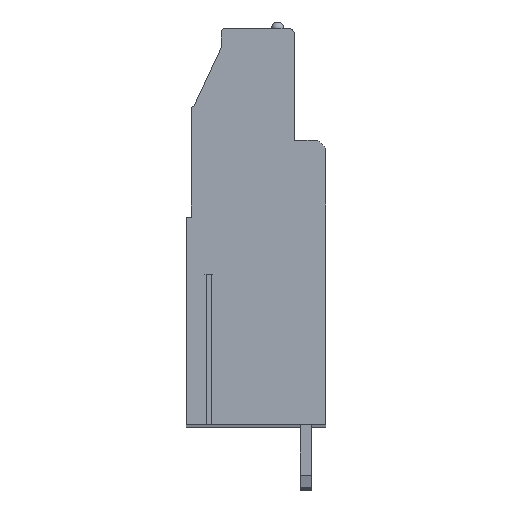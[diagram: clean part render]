
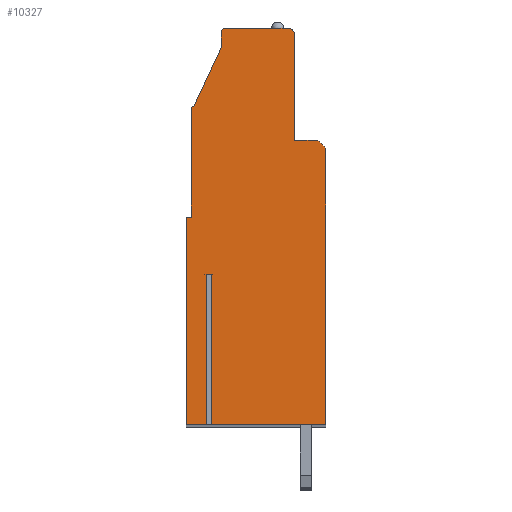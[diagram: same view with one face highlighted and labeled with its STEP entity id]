
A CAD part, top view. The second image highlights one B-rep face of the part: STEP entity #10327.
In plain terms, the highlighted planar face has unit normal (0, 0, 1).
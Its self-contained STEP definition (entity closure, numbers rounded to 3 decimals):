
#28=DIRECTION('',(-1.,0.,0.));
#29=VECTOR('',#28,0.38);
#30=CARTESIAN_POINT('',(-3.56,-3.8,104.14));
#31=LINE('',#30,#29);
#32=DIRECTION('',(0.,1.,0.));
#33=VECTOR('',#32,11.95);
#34=CARTESIAN_POINT('',(-3.94,-15.75,104.14));
#35=LINE('',#34,#33);
#36=DIRECTION('',(1.,0.,0.));
#37=VECTOR('',#36,1.61);
#38=CARTESIAN_POINT('',(-5.55,-15.75,104.14));
#39=LINE('',#38,#37);
#40=DIRECTION('',(0.,-1.,0.));
#41=VECTOR('',#40,16.5);
#42=CARTESIAN_POINT('',(-5.55,0.75,104.14));
#43=LINE('',#42,#41);
#44=DIRECTION('',(-1.,0.,0.));
#45=VECTOR('',#44,0.4);
#46=CARTESIAN_POINT('',(-5.15,0.75,104.14));
#47=LINE('',#46,#45);
#48=DIRECTION('',(0.,-1.,0.));
#49=VECTOR('',#48,8.6);
#50=CARTESIAN_POINT('',(-5.15,9.35,104.14));
#51=LINE('',#50,#49);
#52=CARTESIAN_POINT('',(-4.95,9.35,104.14));
#53=DIRECTION('',(0.,0.,1.));
#54=DIRECTION('',(0.,1.,0.));
#55=AXIS2_PLACEMENT_3D('',#52,#53,#54);
#57=DIRECTION('',(-0.424,-0.906,0.));
#58=VECTOR('',#57,5.189);
#59=CARTESIAN_POINT('',(-2.75,14.25,104.14));
#60=LINE('',#59,#58);
#61=DIRECTION('',(0.,-1.,0.));
#62=VECTOR('',#61,1.2);
#63=CARTESIAN_POINT('',(-2.75,15.45,104.14));
#64=LINE('',#63,#62);
#65=CARTESIAN_POINT('',(-2.45,15.45,104.14));
#66=DIRECTION('',(0.,0.,1.));
#67=DIRECTION('',(0.,1.,0.));
#68=AXIS2_PLACEMENT_3D('',#65,#66,#67);
#70=DIRECTION('',(-1.,0.,0.));
#71=VECTOR('',#70,5.);
#72=CARTESIAN_POINT('',(2.55,15.75,104.14));
#73=LINE('',#72,#71);
#74=CARTESIAN_POINT('',(2.55,15.25,104.14));
#75=DIRECTION('',(0.,0.,1.));
#76=DIRECTION('',(1.,0.,0.));
#77=AXIS2_PLACEMENT_3D('',#74,#75,#76);
#79=DIRECTION('',(0.,1.,0.));
#80=VECTOR('',#79,8.4);
#81=CARTESIAN_POINT('',(3.05,6.85,104.14));
#82=LINE('',#81,#80);
#83=DIRECTION('',(-1.,0.,0.));
#84=VECTOR('',#83,1.5);
#85=CARTESIAN_POINT('',(4.55,6.85,104.14));
#86=LINE('',#85,#84);
#87=CARTESIAN_POINT('',(4.55,5.85,104.14));
#88=DIRECTION('',(0.,0.,1.));
#89=DIRECTION('',(1.,0.,0.));
#90=AXIS2_PLACEMENT_3D('',#87,#88,#89);
#92=DIRECTION('',(0.,1.,0.));
#93=VECTOR('',#92,21.6);
#94=CARTESIAN_POINT('',(5.55,-15.75,104.14));
#95=LINE('',#94,#93);
#96=DIRECTION('',(1.,0.,0.));
#97=VECTOR('',#96,9.11);
#98=CARTESIAN_POINT('',(-3.56,-15.75,104.14));
#99=LINE('',#98,#97);
#100=DIRECTION('',(0.,1.,0.));
#101=VECTOR('',#100,11.95);
#102=CARTESIAN_POINT('',(-3.56,-15.75,104.14));
#103=LINE('',#102,#101);
#7942=CARTESIAN_POINT('',(5.55,-15.75,104.14));
#7943=CARTESIAN_POINT('',(5.55,5.85,104.14));
#7944=VERTEX_POINT('',#7942);
#7945=VERTEX_POINT('',#7943);
#7946=CARTESIAN_POINT('',(4.55,6.85,104.14));
#7947=VERTEX_POINT('',#7946);
#7948=CARTESIAN_POINT('',(3.05,6.85,104.14));
#7949=VERTEX_POINT('',#7948);
#7950=CARTESIAN_POINT('',(3.05,15.25,104.14));
#7951=VERTEX_POINT('',#7950);
#7952=CARTESIAN_POINT('',(2.55,15.75,104.14));
#7953=VERTEX_POINT('',#7952);
#7954=CARTESIAN_POINT('',(-2.45,15.75,104.14));
#7955=VERTEX_POINT('',#7954);
#7956=CARTESIAN_POINT('',(-2.75,15.45,104.14));
#7957=VERTEX_POINT('',#7956);
#7958=CARTESIAN_POINT('',(-2.75,14.25,104.14));
#7959=VERTEX_POINT('',#7958);
#7960=CARTESIAN_POINT('',(-4.95,9.55,104.14));
#7961=VERTEX_POINT('',#7960);
#7962=CARTESIAN_POINT('',(-5.55,0.75,104.14));
#7963=CARTESIAN_POINT('',(-5.55,-15.75,104.14));
#7964=VERTEX_POINT('',#7962);
#7965=VERTEX_POINT('',#7963);
#8010=CARTESIAN_POINT('',(-3.56,-3.8,104.14));
#8011=CARTESIAN_POINT('',(-3.94,-3.8,104.14));
#8012=VERTEX_POINT('',#8010);
#8013=VERTEX_POINT('',#8011);
#8014=CARTESIAN_POINT('',(-3.56,-15.75,104.14));
#8015=VERTEX_POINT('',#8014);
#8016=CARTESIAN_POINT('',(-3.94,-15.75,104.14));
#8017=VERTEX_POINT('',#8016);
#8026=CARTESIAN_POINT('',(-5.15,9.35,104.14));
#8027=VERTEX_POINT('',#8026);
#8028=CARTESIAN_POINT('',(-5.15,0.75,104.14));
#8029=VERTEX_POINT('',#8028);
#10284=CARTESIAN_POINT('',(0.,0.,104.14));
#10285=DIRECTION('',(0.,0.,1.));
#10286=DIRECTION('',(1.,0.,0.));
#10287=AXIS2_PLACEMENT_3D('',#10284,#10285,#10286);
#10288=PLANE('',#10287);
#10290=ORIENTED_EDGE('',*,*,#10289,.T.);
#10292=ORIENTED_EDGE('',*,*,#10291,.F.);
#10294=ORIENTED_EDGE('',*,*,#10293,.F.);
#10296=ORIENTED_EDGE('',*,*,#10295,.F.);
#10298=ORIENTED_EDGE('',*,*,#10297,.F.);
#10300=ORIENTED_EDGE('',*,*,#10299,.F.);
#10302=ORIENTED_EDGE('',*,*,#10301,.F.);
#10304=ORIENTED_EDGE('',*,*,#10303,.F.);
#10306=ORIENTED_EDGE('',*,*,#10305,.F.);
#10308=ORIENTED_EDGE('',*,*,#10307,.F.);
#10310=ORIENTED_EDGE('',*,*,#10309,.F.);
#10312=ORIENTED_EDGE('',*,*,#10311,.F.);
#10314=ORIENTED_EDGE('',*,*,#10313,.F.);
#10316=ORIENTED_EDGE('',*,*,#10315,.F.);
#10318=ORIENTED_EDGE('',*,*,#10317,.F.);
#10320=ORIENTED_EDGE('',*,*,#10319,.F.);
#10322=ORIENTED_EDGE('',*,*,#10321,.F.);
#10324=ORIENTED_EDGE('',*,*,#10323,.T.);
#10325=EDGE_LOOP('',(#10290,#10292,#10294,#10296,#10298,#10300,#10302,#10304,
#10306,#10308,#10310,#10312,#10314,#10316,#10318,#10320,#10322,#10324));
#10326=FACE_OUTER_BOUND('',#10325,.F.);
#56=CIRCLE('',#55,0.2);
#69=CIRCLE('',#68,0.3);
#78=CIRCLE('',#77,0.5);
#91=CIRCLE('',#90,1.);
#10289=EDGE_CURVE('',#8012,#8013,#31,.T.);
#10291=EDGE_CURVE('',#8017,#8013,#35,.T.);
#10293=EDGE_CURVE('',#7965,#8017,#39,.T.);
#10295=EDGE_CURVE('',#7964,#7965,#43,.T.);
#10297=EDGE_CURVE('',#8029,#7964,#47,.T.);
#10299=EDGE_CURVE('',#8027,#8029,#51,.T.);
#10301=EDGE_CURVE('',#7961,#8027,#56,.T.);
#10303=EDGE_CURVE('',#7959,#7961,#60,.T.);
#10305=EDGE_CURVE('',#7957,#7959,#64,.T.);
#10307=EDGE_CURVE('',#7955,#7957,#69,.T.);
#10309=EDGE_CURVE('',#7953,#7955,#73,.T.);
#10311=EDGE_CURVE('',#7951,#7953,#78,.T.);
#10313=EDGE_CURVE('',#7949,#7951,#82,.T.);
#10315=EDGE_CURVE('',#7947,#7949,#86,.T.);
#10317=EDGE_CURVE('',#7945,#7947,#91,.T.);
#10319=EDGE_CURVE('',#7944,#7945,#95,.T.);
#10321=EDGE_CURVE('',#8015,#7944,#99,.T.);
#10323=EDGE_CURVE('',#8015,#8012,#103,.T.);
#10327=ADVANCED_FACE('',(#10326),#10288,.T.);
